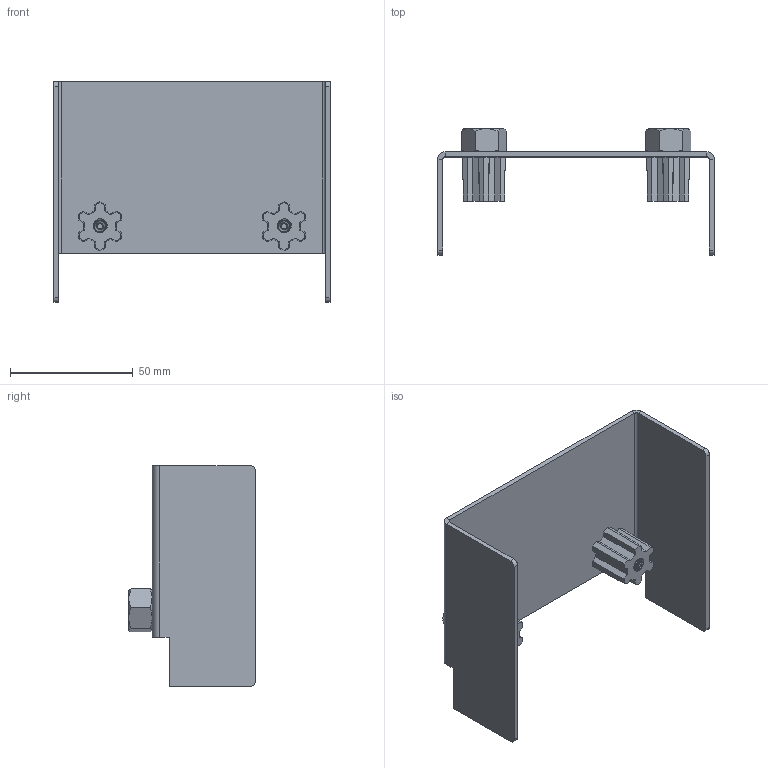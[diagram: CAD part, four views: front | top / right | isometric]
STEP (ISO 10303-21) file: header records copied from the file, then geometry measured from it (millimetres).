
FILE_DESCRIPTION((''),'2;1');
FILE_NAME('BMP_CWM150_ASM','2021-07-22T',('marketing.praksa'),('Audax d.o.o.'),'CREO PARAMETRIC BY PTC INC, 2017480','CREO PARAMETRIC BY PTC INC, 2017480','');
FILE_SCHEMA(('AUTOMOTIVE_DESIGN { 1 0 10303 214 1 1 1 1 }'));
Products named in the file (7): BMP_CWM150_1_1; BMP_CWM150_2; BMP_CWM150_3; BMP_CWM150_4; BMP_CWM150_5; ETI_LOGO; BMP_CWM150_ASM
Assembly tree (6 placements, depth 2):
  BMP_CWM150_ASM
    BMP_CWM150_1_1
    BMP_CWM150_2
    BMP_CWM150_3
    BMP_CWM150_4
    BMP_CWM150_5
    ETI_LOGO
Bounding box: 112.5 x 51.5 x 90 mm (x, y, z)
Volume: 36801.4 mm3; surface area: 37855.8 mm2
Topology: 6 solids, 8 shells, 483 faces, 1396 edges, 934 vertices
Faces by surface type: plane 177, cylinder 114, bspline 106, cone 78, torus 8
Entity records: 58640 total; most frequent: CARTESIAN_POINT 39079, ORIENTED_EDGE 2784, PRESENTATION_STYLE_ASSIGNMENT 1887, STYLED_ITEM 1887, DIRECTION 1752, CURVE_STYLE 1396, EDGE_CURVE 1396, VERTEX_POINT 934
